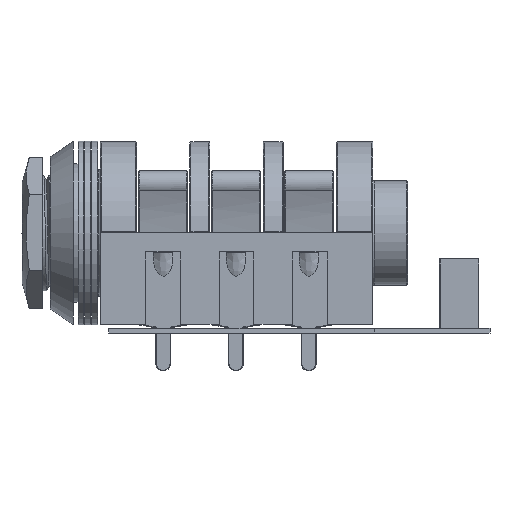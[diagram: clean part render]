
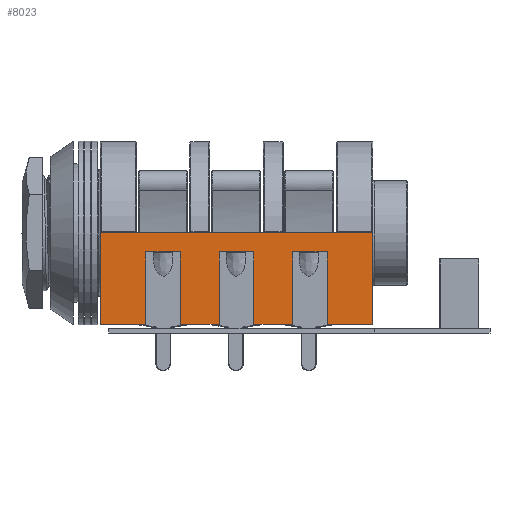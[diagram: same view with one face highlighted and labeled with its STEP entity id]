
A CAD part, front view. The second image highlights one B-rep face of the part: STEP entity #8023.
In plain terms, the highlighted face is planar.
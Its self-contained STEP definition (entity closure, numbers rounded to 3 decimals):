
#4636 = VERTEX_POINT('',#4637);
#4637 = CARTESIAN_POINT('',(11.8,-0.1,9.1));
#4643 = EDGE_CURVE('',#4644,#4636,#4646,.T.);
#4644 = VERTEX_POINT('',#4645);
#4645 = CARTESIAN_POINT('',(11.8,-7.9,9.1));
#4646 = LINE('',#4647,#4648);
#4647 = CARTESIAN_POINT('',(11.8,-7.9,9.1));
#4648 = VECTOR('',#4649,1.);
#4649 = DIRECTION('',(0.,1.,0.));
#4836 = EDGE_CURVE('',#4837,#4644,#4839,.T.);
#4837 = VERTEX_POINT('',#4838);
#4838 = CARTESIAN_POINT('',(7.85,-7.9,9.1));
#4839 = LINE('',#4840,#4841);
#4840 = CARTESIAN_POINT('',(7.85,-7.9,9.1));
#4841 = VECTOR('',#4842,1.);
#4842 = DIRECTION('',(1.,0.,0.));
#4893 = VERTEX_POINT('',#4894);
#4894 = CARTESIAN_POINT('',(4.85,-7.9,9.1));
#4900 = EDGE_CURVE('',#4901,#4893,#4903,.T.);
#4901 = VERTEX_POINT('',#4902);
#4902 = CARTESIAN_POINT('',(1.5,-7.9,9.1));
#4903 = LINE('',#4904,#4905);
#4904 = CARTESIAN_POINT('',(1.5,-7.9,9.1));
#4905 = VECTOR('',#4906,1.);
#4906 = DIRECTION('',(1.,0.,0.));
#4957 = VERTEX_POINT('',#4958);
#4958 = CARTESIAN_POINT('',(-1.5,-7.9,9.1));
#4964 = EDGE_CURVE('',#4965,#4957,#4967,.T.);
#4965 = VERTEX_POINT('',#4966);
#4966 = CARTESIAN_POINT('',(-4.85,-7.9,9.1));
#4967 = LINE('',#4968,#4969);
#4968 = CARTESIAN_POINT('',(-4.85,-7.9,9.1));
#4969 = VECTOR('',#4970,1.);
#4970 = DIRECTION('',(1.,0.,0.));
#5021 = VERTEX_POINT('',#5022);
#5022 = CARTESIAN_POINT('',(-7.85,-7.9,9.1));
#5028 = EDGE_CURVE('',#5029,#5021,#5031,.T.);
#5029 = VERTEX_POINT('',#5030);
#5030 = CARTESIAN_POINT('',(-11.8,-7.9,9.1));
#5031 = LINE('',#5032,#5033);
#5032 = CARTESIAN_POINT('',(-11.8,-7.9,9.1));
#5033 = VECTOR('',#5034,1.);
#5034 = DIRECTION('',(1.,0.,0.));
#5076 = EDGE_CURVE('',#5077,#5029,#5079,.T.);
#5077 = VERTEX_POINT('',#5078);
#5078 = CARTESIAN_POINT('',(-11.8,-0.1,9.1));
#5079 = LINE('',#5080,#5081);
#5080 = CARTESIAN_POINT('',(-11.8,-0.1,9.1));
#5081 = VECTOR('',#5082,1.);
#5082 = DIRECTION('',(0.,-1.,0.));
#7636 = EDGE_CURVE('',#7637,#7639,#7641,.T.);
#7637 = VERTEX_POINT('',#7638);
#7638 = CARTESIAN_POINT('',(-11.7,0.,9.1));
#7639 = VERTEX_POINT('',#7640);
#7640 = CARTESIAN_POINT('',(11.7,0.,9.1));
#7641 = LINE('',#7642,#7643);
#7642 = CARTESIAN_POINT('',(-11.7,0.,9.1));
#7643 = VECTOR('',#7644,1.);
#7644 = DIRECTION('',(1.,0.,0.));
#8023 = ADVANCED_FACE('',(#8024),#8113,.T.);
#8024 = FACE_BOUND('',#8025,.T.);
#8025 = EDGE_LOOP('',(#8026,#8027,#8034,#8035,#8042,#8043,#8044,#8052,
    #8060,#8066,#8067,#8075,#8083,#8089,#8090,#8098,#8106,#8112));
#8026 = ORIENTED_EDGE('',*,*,#4643,.T.);
#8027 = ORIENTED_EDGE('',*,*,#8028,.F.);
#8028 = EDGE_CURVE('',#7639,#4636,#8029,.T.);
#8029 = CIRCLE('',#8030,0.1);
#8030 = AXIS2_PLACEMENT_3D('',#8031,#8032,#8033);
#8031 = CARTESIAN_POINT('',(11.7,-0.1,9.1));
#8032 = DIRECTION('',(0.,0.,-1.));
#8033 = DIRECTION('',(0.,1.,0.));
#8034 = ORIENTED_EDGE('',*,*,#7636,.F.);
#8035 = ORIENTED_EDGE('',*,*,#8036,.F.);
#8036 = EDGE_CURVE('',#5077,#7637,#8037,.T.);
#8037 = CIRCLE('',#8038,0.1);
#8038 = AXIS2_PLACEMENT_3D('',#8039,#8040,#8041);
#8039 = CARTESIAN_POINT('',(-11.7,-0.1,9.1));
#8040 = DIRECTION('',(0.,0.,-1.));
#8041 = DIRECTION('',(-1.,0.,0.));
#8042 = ORIENTED_EDGE('',*,*,#5076,.T.);
#8043 = ORIENTED_EDGE('',*,*,#5028,.T.);
#8044 = ORIENTED_EDGE('',*,*,#8045,.F.);
#8045 = EDGE_CURVE('',#8046,#5021,#8048,.T.);
#8046 = VERTEX_POINT('',#8047);
#8047 = CARTESIAN_POINT('',(-7.85,-1.642,9.1));
#8048 = LINE('',#8049,#8050);
#8049 = CARTESIAN_POINT('',(-7.85,-1.642,9.1));
#8050 = VECTOR('',#8051,1.);
#8051 = DIRECTION('',(0.,-1.,0.));
#8052 = ORIENTED_EDGE('',*,*,#8053,.F.);
#8053 = EDGE_CURVE('',#8054,#8046,#8056,.T.);
#8054 = VERTEX_POINT('',#8055);
#8055 = CARTESIAN_POINT('',(-4.85,-1.642,9.1));
#8056 = LINE('',#8057,#8058);
#8057 = CARTESIAN_POINT('',(-4.85,-1.642,9.1));
#8058 = VECTOR('',#8059,1.);
#8059 = DIRECTION('',(-1.,0.,0.));
#8060 = ORIENTED_EDGE('',*,*,#8061,.F.);
#8061 = EDGE_CURVE('',#4965,#8054,#8062,.T.);
#8062 = LINE('',#8063,#8064);
#8063 = CARTESIAN_POINT('',(-4.85,-7.9,9.1));
#8064 = VECTOR('',#8065,1.);
#8065 = DIRECTION('',(0.,1.,0.));
#8066 = ORIENTED_EDGE('',*,*,#4964,.T.);
#8067 = ORIENTED_EDGE('',*,*,#8068,.F.);
#8068 = EDGE_CURVE('',#8069,#4957,#8071,.T.);
#8069 = VERTEX_POINT('',#8070);
#8070 = CARTESIAN_POINT('',(-1.5,-1.642,9.1));
#8071 = LINE('',#8072,#8073);
#8072 = CARTESIAN_POINT('',(-1.5,-1.642,9.1));
#8073 = VECTOR('',#8074,1.);
#8074 = DIRECTION('',(0.,-1.,0.));
#8075 = ORIENTED_EDGE('',*,*,#8076,.F.);
#8076 = EDGE_CURVE('',#8077,#8069,#8079,.T.);
#8077 = VERTEX_POINT('',#8078);
#8078 = CARTESIAN_POINT('',(1.5,-1.642,9.1));
#8079 = LINE('',#8080,#8081);
#8080 = CARTESIAN_POINT('',(1.5,-1.642,9.1));
#8081 = VECTOR('',#8082,1.);
#8082 = DIRECTION('',(-1.,0.,0.));
#8083 = ORIENTED_EDGE('',*,*,#8084,.F.);
#8084 = EDGE_CURVE('',#4901,#8077,#8085,.T.);
#8085 = LINE('',#8086,#8087);
#8086 = CARTESIAN_POINT('',(1.5,-7.9,9.1));
#8087 = VECTOR('',#8088,1.);
#8088 = DIRECTION('',(0.,1.,0.));
#8089 = ORIENTED_EDGE('',*,*,#4900,.T.);
#8090 = ORIENTED_EDGE('',*,*,#8091,.F.);
#8091 = EDGE_CURVE('',#8092,#4893,#8094,.T.);
#8092 = VERTEX_POINT('',#8093);
#8093 = CARTESIAN_POINT('',(4.85,-1.642,9.1));
#8094 = LINE('',#8095,#8096);
#8095 = CARTESIAN_POINT('',(4.85,-1.642,9.1));
#8096 = VECTOR('',#8097,1.);
#8097 = DIRECTION('',(0.,-1.,0.));
#8098 = ORIENTED_EDGE('',*,*,#8099,.F.);
#8099 = EDGE_CURVE('',#8100,#8092,#8102,.T.);
#8100 = VERTEX_POINT('',#8101);
#8101 = CARTESIAN_POINT('',(7.85,-1.642,9.1));
#8102 = LINE('',#8103,#8104);
#8103 = CARTESIAN_POINT('',(7.85,-1.642,9.1));
#8104 = VECTOR('',#8105,1.);
#8105 = DIRECTION('',(-1.,0.,0.));
#8106 = ORIENTED_EDGE('',*,*,#8107,.F.);
#8107 = EDGE_CURVE('',#4837,#8100,#8108,.T.);
#8108 = LINE('',#8109,#8110);
#8109 = CARTESIAN_POINT('',(7.85,-7.9,9.1));
#8110 = VECTOR('',#8111,1.);
#8111 = DIRECTION('',(0.,1.,0.));
#8112 = ORIENTED_EDGE('',*,*,#4836,.T.);
#8113 = PLANE('',#8114);
#8114 = AXIS2_PLACEMENT_3D('',#8115,#8116,#8117);
#8115 = CARTESIAN_POINT('',(-11.8,-7.9,9.1));
#8116 = DIRECTION('',(0.,0.,1.));
#8117 = DIRECTION('',(1.,0.,0.));
